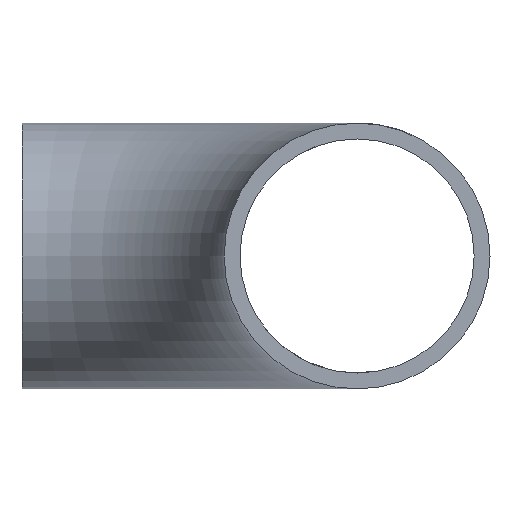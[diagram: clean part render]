
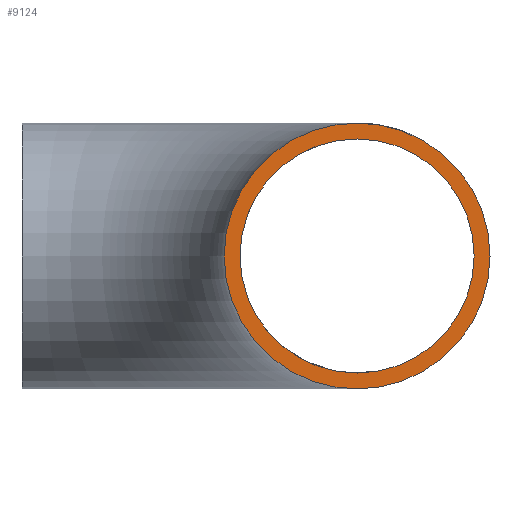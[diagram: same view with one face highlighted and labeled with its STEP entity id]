
A CAD part, left-side view. The second image highlights one B-rep face of the part: STEP entity #9124.
In plain terms, the highlighted planar face has unit normal (-1, 0, 0).
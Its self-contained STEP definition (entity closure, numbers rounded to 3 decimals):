
#871 = AXIS2_PLACEMENT_3D ( 'NONE', #21632, #19906, #7911 ) ;
#913 = DIRECTION ( 'NONE',  ( 1., 0., 0. ) ) ;
#972 = CARTESIAN_POINT ( 'NONE',  ( 0., 0., -30.15 ) ) ;
#1153 = DIRECTION ( 'NONE',  ( 0., 0., -1. ) ) ;
#1759 = DIRECTION ( 'NONE',  ( 0., 0., -1. ) ) ;
#2902 = EDGE_CURVE ( 'NONE', #7927, #21790, #5410, .T. ) ;
#3336 = CARTESIAN_POINT ( 'NONE',  ( 0., 0., 0. ) ) ;
#5410 = CIRCLE ( 'NONE', #18059, 26.55 ) ;
#6240 = CARTESIAN_POINT ( 'NONE',  ( 0., 0., 0. ) ) ;
#6609 = EDGE_CURVE ( 'NONE', #21790, #7927, #17415, .T. ) ;
#7911 = DIRECTION ( 'NONE',  ( 0., 0., -1. ) ) ;
#7927 = VERTEX_POINT ( 'NONE', #10871 ) ;
#8557 = DIRECTION ( 'NONE',  ( 0., 0., -1. ) ) ;
#9124 = ADVANCED_FACE ( 'NONE', ( #20676, #17590 ), #17260, .F. ) ;
#9965 = ORIENTED_EDGE ( 'NONE', *, *, #12069, .F. ) ;
#10364 = DIRECTION ( 'NONE',  ( 1., 0., 0. ) ) ;
#10560 = AXIS2_PLACEMENT_3D ( 'NONE', #19072, #10583, #8557 ) ;
#10583 = DIRECTION ( 'NONE',  ( 1., 0., 0. ) ) ;
#10871 = CARTESIAN_POINT ( 'NONE',  ( 0., 0., 26.55 ) ) ;
#11280 = EDGE_LOOP ( 'NONE', ( #18360, #19230 ) ) ;
#12069 = EDGE_CURVE ( 'NONE', #18700, #15200, #17465, .T. ) ;
#14257 = CIRCLE ( 'NONE', #871, 30.15 ) ;
#15071 = EDGE_CURVE ( 'NONE', #15200, #18700, #14257, .T. ) ;
#15200 = VERTEX_POINT ( 'NONE', #972 ) ;
#15801 = CARTESIAN_POINT ( 'NONE',  ( 0., 0., 0. ) ) ;
#17053 = AXIS2_PLACEMENT_3D ( 'NONE', #3336, #10364, #1759 ) ;
#17260 = PLANE ( 'NONE',  #10560 ) ;
#17341 = ORIENTED_EDGE ( 'NONE', *, *, #15071, .F. ) ;
#17415 = CIRCLE ( 'NONE', #17053, 26.55 ) ;
#17465 = CIRCLE ( 'NONE', #20752, 30.15 ) ;
#17590 = FACE_OUTER_BOUND ( 'NONE', #21989, .T. ) ;
#18059 = AXIS2_PLACEMENT_3D ( 'NONE', #15801, #22316, #19111 ) ;
#18360 = ORIENTED_EDGE ( 'NONE', *, *, #2902, .T. ) ;
#18700 = VERTEX_POINT ( 'NONE', #20620 ) ;
#19072 = CARTESIAN_POINT ( 'NONE',  ( 0., 0., 0. ) ) ;
#19111 = DIRECTION ( 'NONE',  ( 0., 0., -1. ) ) ;
#19230 = ORIENTED_EDGE ( 'NONE', *, *, #6609, .T. ) ;
#19906 = DIRECTION ( 'NONE',  ( 1., 0., 0. ) ) ;
#20620 = CARTESIAN_POINT ( 'NONE',  ( 0., 0., 30.15 ) ) ;
#20676 = FACE_BOUND ( 'NONE', #11280, .T. ) ;
#20752 = AXIS2_PLACEMENT_3D ( 'NONE', #6240, #913, #1153 ) ;
#21632 = CARTESIAN_POINT ( 'NONE',  ( 0., 0., 0. ) ) ;
#21790 = VERTEX_POINT ( 'NONE', #21791 ) ;
#21791 = CARTESIAN_POINT ( 'NONE',  ( 0., 0., -26.55 ) ) ;
#21989 = EDGE_LOOP ( 'NONE', ( #17341, #9965 ) ) ;
#22316 = DIRECTION ( 'NONE',  ( 1., 0., 0. ) ) ;
